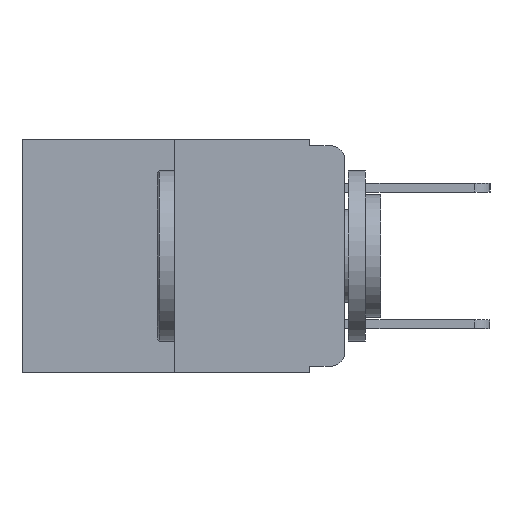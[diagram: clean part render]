
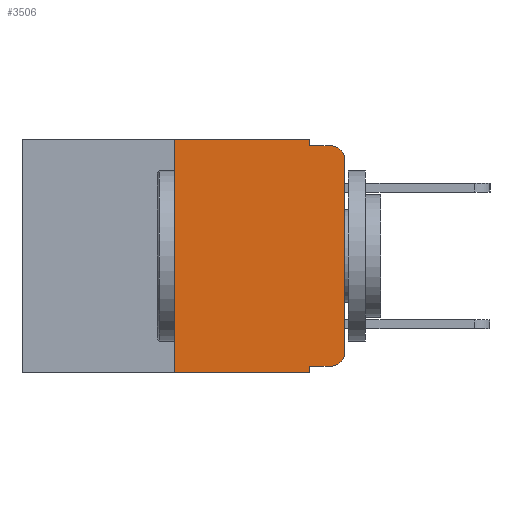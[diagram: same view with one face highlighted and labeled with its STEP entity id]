
A CAD part, left-side view. The second image highlights one B-rep face of the part: STEP entity #3506.
In plain terms, the highlighted planar face has unit normal (-1, 0, 0).
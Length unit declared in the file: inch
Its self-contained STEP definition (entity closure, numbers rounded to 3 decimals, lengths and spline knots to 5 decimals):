
#18 = VECTOR ( 'NONE', #9241, 39.37008 ) ;
#28 = DIRECTION ( 'NONE',  ( 0., 0., -1. ) ) ;
#153 = ORIENTED_EDGE ( 'NONE', *, *, #10208, .F. ) ;
#188 = ORIENTED_EDGE ( 'NONE', *, *, #10917, .T. ) ;
#242 = LINE ( 'NONE', #4028, #10134 ) ;
#261 = EDGE_CURVE ( 'NONE', #6570, #9086, #7064, .T. ) ;
#410 = ORIENTED_EDGE ( 'NONE', *, *, #12110, .F. ) ;
#438 = ORIENTED_EDGE ( 'NONE', *, *, #2849, .T. ) ;
#647 = ORIENTED_EDGE ( 'NONE', *, *, #261, .T. ) ;
#740 = DIRECTION ( 'NONE',  ( 0., 0., -1. ) ) ;
#801 = VERTEX_POINT ( 'NONE', #5744 ) ;
#1278 = CARTESIAN_POINT ( 'NONE',  ( 0., 0.02, -0.01 ) ) ;
#1421 = DIRECTION ( 'NONE',  ( 0., 0., -1. ) ) ;
#1426 = DIRECTION ( 'NONE',  ( 1., 0., 0. ) ) ;
#1480 = DIRECTION ( 'NONE',  ( 0., 0., 1. ) ) ;
#1498 = ORIENTED_EDGE ( 'NONE', *, *, #5760, .T. ) ;
#1564 = VERTEX_POINT ( 'NONE', #11841 ) ;
#1638 = DIRECTION ( 'NONE',  ( -1., 0., 0. ) ) ;
#1687 = ORIENTED_EDGE ( 'NONE', *, *, #9924, .T. ) ;
#1751 = CARTESIAN_POINT ( 'NONE',  ( 0., 0.051, 0. ) ) ;
#1752 = ORIENTED_EDGE ( 'NONE', *, *, #10121, .F. ) ;
#2009 = LINE ( 'NONE', #5137, #6627 ) ;
#2701 = VERTEX_POINT ( 'NONE', #5087 ) ;
#2788 = DIRECTION ( 'NONE',  ( 0., 0., -1. ) ) ;
#2849 = EDGE_CURVE ( 'NONE', #801, #6570, #8187, .T. ) ;
#3163 = VERTEX_POINT ( 'NONE', #6340 ) ;
#3408 = VECTOR ( 'NONE', #2788, 39.37008 ) ;
#3506 = ADVANCED_FACE ( 'NONE', ( #10479 ), #6458, .F. ) ;
#3774 = VECTOR ( 'NONE', #9526, 39.37008 ) ;
#3969 = CARTESIAN_POINT ( 'NONE',  ( 0., 0.473, -0.343 ) ) ;
#4028 = CARTESIAN_POINT ( 'NONE',  ( 0., 0.051, -0.01 ) ) ;
#4052 = VECTOR ( 'NONE', #6027, 39.37008 ) ;
#4513 = CARTESIAN_POINT ( 'NONE',  ( 0., 0., -0.03 ) ) ;
#4702 = CARTESIAN_POINT ( 'NONE',  ( 0., 0.02, -0.333 ) ) ;
#4857 = CIRCLE ( 'NONE', #10932, 0.02 ) ;
#4921 = ORIENTED_EDGE ( 'NONE', *, *, #10190, .F. ) ;
#5044 = VERTEX_POINT ( 'NONE', #9815 ) ;
#5087 = CARTESIAN_POINT ( 'NONE',  ( 0., 0.051, -0.01 ) ) ;
#5137 = CARTESIAN_POINT ( 'NONE',  ( 0., 0.25, 0. ) ) ;
#5230 = ORIENTED_EDGE ( 'NONE', *, *, #11643, .F. ) ;
#5510 = CARTESIAN_POINT ( 'NONE',  ( 0., 0., 0. ) ) ;
#5744 = CARTESIAN_POINT ( 'NONE',  ( 0., 0.051, -0.333 ) ) ;
#5760 = EDGE_CURVE ( 'NONE', #9086, #9528, #10939, .T. ) ;
#5955 = DIRECTION ( 'NONE',  ( 0., -1., 0. ) ) ;
#6002 = LINE ( 'NONE', #10514, #4052 ) ;
#6025 = LINE ( 'NONE', #3969, #3774 ) ;
#6027 = DIRECTION ( 'NONE',  ( 0., -1., 0. ) ) ;
#6075 = DIRECTION ( 'NONE',  ( 0., 0., 1. ) ) ;
#6340 = CARTESIAN_POINT ( 'NONE',  ( 0., 0.25, 0. ) ) ;
#6386 = AXIS2_PLACEMENT_3D ( 'NONE', #9058, #1426, #1421 ) ;
#6402 = EDGE_LOOP ( 'NONE', ( #1498, #1687, #1752, #4921, #5230, #153, #188, #410, #438, #647 ) ) ;
#6458 = PLANE ( 'NONE',  #6386 ) ;
#6570 = VERTEX_POINT ( 'NONE', #4702 ) ;
#6627 = VECTOR ( 'NONE', #6075, 39.37008 ) ;
#6706 = DIRECTION ( 'NONE',  ( -1., 0., 0. ) ) ;
#6993 = CARTESIAN_POINT ( 'NONE',  ( 0., 0.051, 0. ) ) ;
#7064 = CIRCLE ( 'NONE', #10612, 0.02 ) ;
#7435 = DIRECTION ( 'NONE',  ( 0., 0., -1. ) ) ;
#7493 = CARTESIAN_POINT ( 'NONE',  ( 0., 0.02, -0.313 ) ) ;
#7772 = CARTESIAN_POINT ( 'NONE',  ( 0., 0.051, 0. ) ) ;
#8187 = LINE ( 'NONE', #9227, #18 ) ;
#8687 = VECTOR ( 'NONE', #1480, 39.37008 ) ;
#9058 = CARTESIAN_POINT ( 'NONE',  ( 0., 0.473, 0. ) ) ;
#9086 = VERTEX_POINT ( 'NONE', #10450 ) ;
#9227 = CARTESIAN_POINT ( 'NONE',  ( 0., 0.051, -0.333 ) ) ;
#9241 = DIRECTION ( 'NONE',  ( 0., -1., 0. ) ) ;
#9526 = DIRECTION ( 'NONE',  ( 0., -1., 0. ) ) ;
#9528 = VERTEX_POINT ( 'NONE', #4513 ) ;
#9599 = VECTOR ( 'NONE', #28, 39.37008 ) ;
#9815 = CARTESIAN_POINT ( 'NONE',  ( 0., 0.051, -0.343 ) ) ;
#9924 = EDGE_CURVE ( 'NONE', #9528, #10418, #4857, .T. ) ;
#10121 = EDGE_CURVE ( 'NONE', #2701, #10418, #242, .T. ) ;
#10134 = VECTOR ( 'NONE', #5955, 39.37008 ) ;
#10190 = EDGE_CURVE ( 'NONE', #11561, #2701, #11615, .T. ) ;
#10208 = EDGE_CURVE ( 'NONE', #1564, #3163, #2009, .T. ) ;
#10418 = VERTEX_POINT ( 'NONE', #1278 ) ;
#10450 = CARTESIAN_POINT ( 'NONE',  ( 0., 0., -0.313 ) ) ;
#10479 = FACE_OUTER_BOUND ( 'NONE', #6402, .T. ) ;
#10514 = CARTESIAN_POINT ( 'NONE',  ( 0., 0.473, 0. ) ) ;
#10612 = AXIS2_PLACEMENT_3D ( 'NONE', #7493, #1638, #7435 ) ;
#10759 = LINE ( 'NONE', #1751, #3408 ) ;
#10917 = EDGE_CURVE ( 'NONE', #1564, #5044, #6025, .T. ) ;
#10932 = AXIS2_PLACEMENT_3D ( 'NONE', #11975, #6706, #740 ) ;
#10939 = LINE ( 'NONE', #5510, #8687 ) ;
#11561 = VERTEX_POINT ( 'NONE', #7772 ) ;
#11615 = LINE ( 'NONE', #6993, #9599 ) ;
#11643 = EDGE_CURVE ( 'NONE', #3163, #11561, #6002, .T. ) ;
#11841 = CARTESIAN_POINT ( 'NONE',  ( 0., 0.25, -0.343 ) ) ;
#11975 = CARTESIAN_POINT ( 'NONE',  ( 0., 0.02, -0.03 ) ) ;
#12110 = EDGE_CURVE ( 'NONE', #801, #5044, #10759, .T. ) ;
